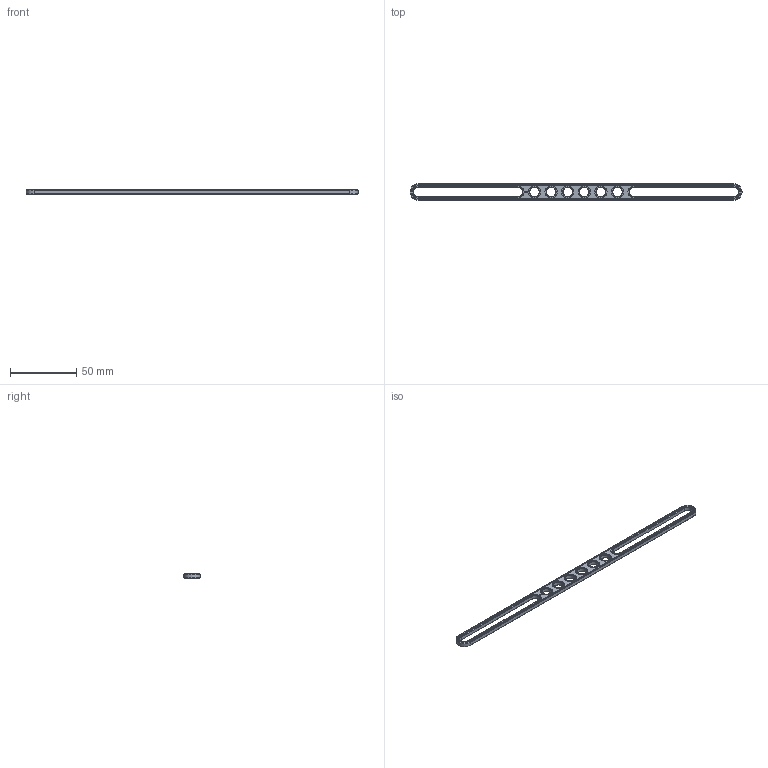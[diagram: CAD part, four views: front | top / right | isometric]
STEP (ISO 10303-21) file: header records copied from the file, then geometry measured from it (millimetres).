
FILE_DESCRIPTION(('FreeCAD Model'),'2;1');
FILE_NAME('Open CASCADE Shape Model','2023-01-08T23:33:09',(''),(''), 'Open CASCADE STEP processor 7.6','FreeCAD','Unknown');
FILE_SCHEMA(('AUTOMOTIVE_DESIGN { 1 0 10303 214 1 1 1 1 }'));
Length unit declared in the file: millimetre
Products named in the file (1): Brace STR SLT BE ERR BU20x01x00.25x07 - SPN-BRC-0370 (stemfie.org)
Bounding box: 250 x 12.5 x 3.12 mm (x, y, z)
Volume: 5204.4 mm3; surface area: 6423.9 mm2
Topology: 1 solids, 1 shells, 590 faces, 1608 edges, 1062 vertices
Faces by surface type: plane 344, extrusion 198, cone 24, cylinder 24
Full cylindrical faces by diameter (mm): 7 x6, 9.2 x6
Entity records: 40927 total; most frequent: CARTESIAN_POINT 10196, DIRECTION 4882, VECTOR 3898, LINE 3700, ORIENTED_EDGE 3216, PCURVE 3216, DEFINITIONAL_REPRESENTATION 3216, EDGE_CURVE 1608
